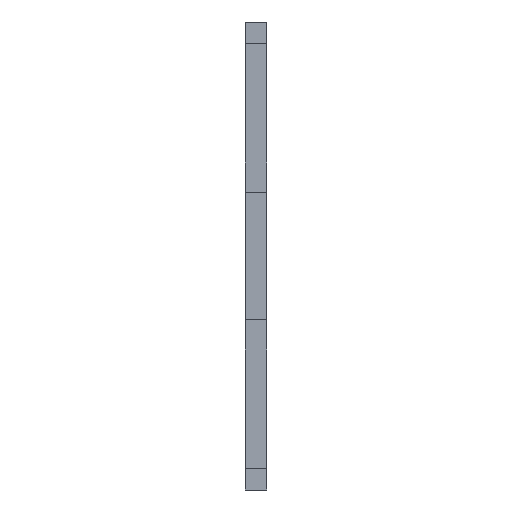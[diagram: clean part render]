
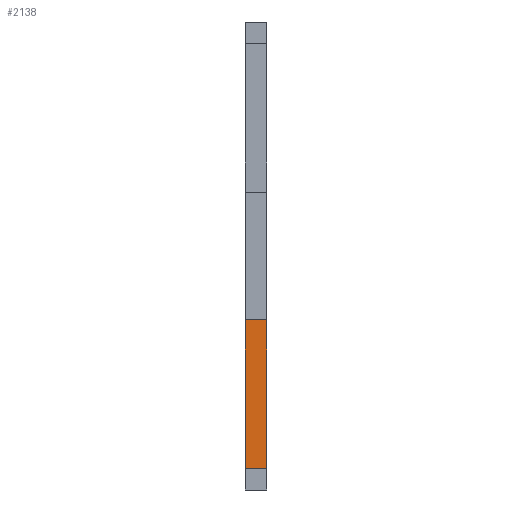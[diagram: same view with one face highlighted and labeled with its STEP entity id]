
A CAD part, front view. The second image highlights one B-rep face of the part: STEP entity #2138.
In plain terms, the highlighted planar face has unit normal (0, -1, 0).
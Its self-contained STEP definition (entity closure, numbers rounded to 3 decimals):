
#55=FACE_OUTER_BOUND('',#161,.T.);
#161=EDGE_LOOP('',(#1626,#1627,#1628,#1629));
#283=LINE('',#2971,#593);
#417=LINE('',#3241,#727);
#423=LINE('',#3252,#733);
#424=LINE('',#3254,#734);
#593=VECTOR('',#2390,10.);
#727=VECTOR('',#2598,10.);
#733=VECTOR('',#2608,10.);
#734=VECTOR('',#2611,10.);
#903=VERTEX_POINT('',#2968);
#904=VERTEX_POINT('',#2970);
#1002=VERTEX_POINT('',#3238);
#1006=VERTEX_POINT('',#3250);
#1111=EDGE_CURVE('',#903,#904,#283,.T.);
#1246=EDGE_CURVE('',#903,#1002,#417,.T.);
#1252=EDGE_CURVE('',#904,#1006,#423,.T.);
#1253=EDGE_CURVE('',#1006,#1002,#424,.T.);
#1626=ORIENTED_EDGE('',*,*,#1253,.F.);
#1627=ORIENTED_EDGE('',*,*,#1252,.F.);
#1628=ORIENTED_EDGE('',*,*,#1111,.F.);
#1629=ORIENTED_EDGE('',*,*,#1246,.T.);
#2033=PLANE('',#2265);
#2138=ADVANCED_FACE('',(#55),#2033,.F.);
#2265=AXIS2_PLACEMENT_3D('',#3253,#2609,#2610);
#2390=DIRECTION('',(0.,0.,-1.));
#2598=DIRECTION('',(-1.,0.,0.));
#2608=DIRECTION('',(-1.,0.,0.));
#2609=DIRECTION('center_axis',(0.,1.,0.));
#2610=DIRECTION('ref_axis',(0.,0.,-1.));
#2611=DIRECTION('',(0.,0.,1.));
#2968=CARTESIAN_POINT('',(105.,2.5,-15.));
#2970=CARTESIAN_POINT('',(105.,2.5,-50.));
#2971=CARTESIAN_POINT('',(105.,2.5,20.));
#3238=CARTESIAN_POINT('',(100.,2.5,-15.));
#3241=CARTESIAN_POINT('',(105.,2.5,-15.));
#3250=CARTESIAN_POINT('',(100.,2.5,-50.));
#3252=CARTESIAN_POINT('',(105.,2.5,-50.));
#3253=CARTESIAN_POINT('Origin',(105.,2.5,-15.));
#3254=CARTESIAN_POINT('',(100.,2.5,-35.));
